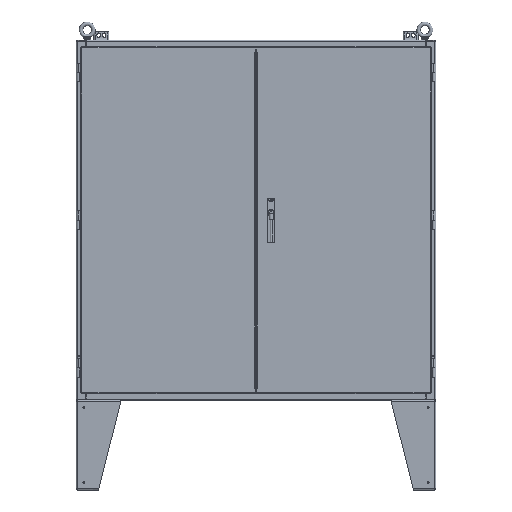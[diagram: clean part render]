
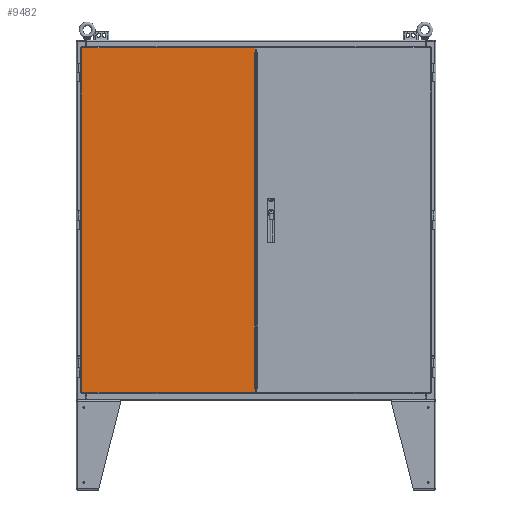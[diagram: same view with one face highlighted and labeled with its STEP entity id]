
A CAD part, front view. The second image highlights one B-rep face of the part: STEP entity #9482.
In plain terms, the highlighted planar face has unit normal (0, -1, 0).
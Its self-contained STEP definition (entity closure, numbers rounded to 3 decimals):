
#9482 = ADVANCED_FACE( '', ( #19259 ), #19260, .T. );
#19259 = FACE_OUTER_BOUND( '', #39763, .T. );
#19260 = PLANE( '', #39764 );
#39763 = EDGE_LOOP( '', ( #71389, #71390, #71391, #71392, #71393, #71394, #71395, #71396, #71397, #71398 ) );
#39764 = AXIS2_PLACEMENT_3D( '', #71399, #71400, #71401 );
#71389 = ORIENTED_EDGE( '', *, *, #79926, .F. );
#71390 = ORIENTED_EDGE( '', *, *, #78673, .T. );
#71391 = ORIENTED_EDGE( '', *, *, #74280, .T. );
#71392 = ORIENTED_EDGE( '', *, *, #79917, .T. );
#71393 = ORIENTED_EDGE( '', *, *, #73841, .T. );
#71394 = ORIENTED_EDGE( '', *, *, #79146, .T. );
#71395 = ORIENTED_EDGE( '', *, *, #79484, .T. );
#71396 = ORIENTED_EDGE( '', *, *, #76967, .F. );
#71397 = ORIENTED_EDGE( '', *, *, #78432, .F. );
#71398 = ORIENTED_EDGE( '', *, *, #73556, .T. );
#71399 = CARTESIAN_POINT( '', ( 0., 0., 0. ) );
#71400 = DIRECTION( '', ( 0., -1., 0. ) );
#71401 = DIRECTION( '', ( 0., 0., -1. ) );
#73556 = EDGE_CURVE( '', #84785, #84783, #84786, .T. );
#73841 = EDGE_CURVE( '', #83283, #85250, #85252, .T. );
#74280 = EDGE_CURVE( '', #85963, #85961, #85964, .T. );
#76967 = EDGE_CURVE( '', #90028, #90030, #90031, .T. );
#78432 = EDGE_CURVE( '', #84785, #90028, #92014, .T. );
#78673 = EDGE_CURVE( '', #92301, #85963, #92302, .T. );
#79146 = EDGE_CURVE( '', #85250, #92890, #92892, .T. );
#79484 = EDGE_CURVE( '', #92890, #90030, #93301, .T. );
#79917 = EDGE_CURVE( '', #85961, #83283, #93810, .T. );
#79926 = EDGE_CURVE( '', #92301, #84783, #93819, .T. );
#83283 = VERTEX_POINT( '', #102751 );
#84783 = VERTEX_POINT( '', #106455 );
#84785 = VERTEX_POINT( '', #106457 );
#84786 = LINE( '', #106458, #106459 );
#85250 = VERTEX_POINT( '', #107609 );
#85252 = LINE( '', #107620, #107621 );
#85961 = VERTEX_POINT( '', #109218 );
#85963 = VERTEX_POINT( '', #109220 );
#85964 = LINE( '', #109221, #109222 );
#90028 = VERTEX_POINT( '', #120172 );
#90030 = VERTEX_POINT( '', #120175 );
#90031 = LINE( '', #120176, #120177 );
#92014 = LINE( '', #125906, #125907 );
#92301 = VERTEX_POINT( '', #126656 );
#92302 = LINE( '', #126657, #126658 );
#92890 = VERTEX_POINT( '', #128278 );
#92892 = LINE( '', #128280, #128281 );
#93301 = LINE( '', #129401, #129402 );
#93810 = LINE( '', #130700, #130701 );
#93819 = LINE( '', #130713, #130714 );
#102751 = CARTESIAN_POINT( '', ( -292.113, 0., 583.895 ) );
#106455 = CARTESIAN_POINT( '', ( 292.113, 0., 569.265 ) );
#106457 = CARTESIAN_POINT( '', ( 292.113, 0., -569.265 ) );
#106458 = CARTESIAN_POINT( '', ( 292.113, 0., -569.265 ) );
#106459 = VECTOR( '', #134636, 1000. );
#107609 = CARTESIAN_POINT( '', ( -292.113, 0., -583.895 ) );
#107620 = CARTESIAN_POINT( '', ( -292.113, 0., -587.375 ) );
#107621 = VECTOR( '', #134811, 1000. );
#109218 = CARTESIAN_POINT( '', ( 295.593, 0., 583.895 ) );
#109220 = CARTESIAN_POINT( '', ( 295.593, 0., 569.267 ) );
#109221 = CARTESIAN_POINT( '', ( 295.593, 0., -587.375 ) );
#109222 = VECTOR( '', #135089, 1000. );
#120172 = CARTESIAN_POINT( '', ( 292.113, 0., -569.267 ) );
#120175 = CARTESIAN_POINT( '', ( 295.593, 0., -569.267 ) );
#120176 = CARTESIAN_POINT( '', ( 295.593, 0., -569.267 ) );
#120177 = VECTOR( '', #136843, 1000. );
#125906 = CARTESIAN_POINT( '', ( 292.113, 0., -569.267 ) );
#125907 = VECTOR( '', #137668, 1000. );
#126656 = CARTESIAN_POINT( '', ( 292.113, 0., 569.267 ) );
#126657 = CARTESIAN_POINT( '', ( 295.593, 0., 569.267 ) );
#126658 = VECTOR( '', #137768, 1000. );
#128278 = CARTESIAN_POINT( '', ( 295.593, 0., -583.895 ) );
#128280 = CARTESIAN_POINT( '', ( 295.593, 0., -583.895 ) );
#128281 = VECTOR( '', #138001, 1000. );
#129401 = CARTESIAN_POINT( '', ( 295.593, 0., -587.375 ) );
#129402 = VECTOR( '', #138145, 1000. );
#130700 = CARTESIAN_POINT( '', ( -295.593, 0., 583.895 ) );
#130701 = VECTOR( '', #138371, 1000. );
#130713 = CARTESIAN_POINT( '', ( 292.113, 0., -569.267 ) );
#130714 = VECTOR( '', #138378, 1000. );
#134636 = DIRECTION( '', ( 0., 0., 1. ) );
#134811 = DIRECTION( '', ( 0., 0., -1. ) );
#135089 = DIRECTION( '', ( 0., 0., 1. ) );
#136843 = DIRECTION( '', ( 1., 0., 0. ) );
#137668 = DIRECTION( '', ( 0., 0., -1. ) );
#137768 = DIRECTION( '', ( 1., 0., 0. ) );
#138001 = DIRECTION( '', ( 1., 0., 0. ) );
#138145 = DIRECTION( '', ( 0., 0., 1. ) );
#138371 = DIRECTION( '', ( -1., 0., 0. ) );
#138378 = DIRECTION( '', ( 0., 0., -1. ) );
